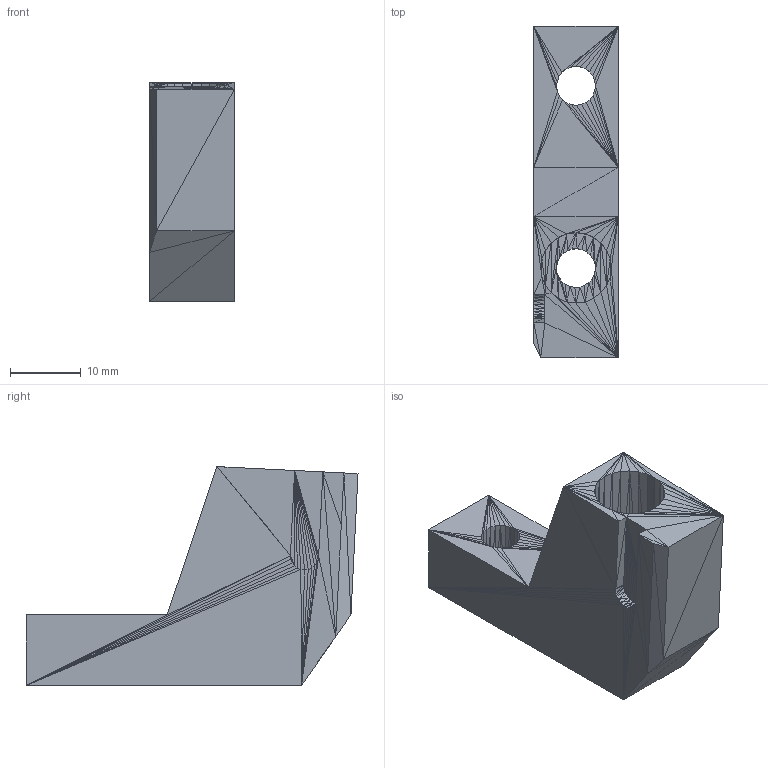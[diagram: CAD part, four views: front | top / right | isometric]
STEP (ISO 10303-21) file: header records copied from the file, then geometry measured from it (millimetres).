
FILE_DESCRIPTION(/* description */ (''),/* implementation_level */ '2;1');
FILE_NAME(/* name */ 'Alustop final left.step',/* time_stamp */ '2020-06-27T11:23:00+02:00',/* author */ (''),/* organization */ (''),/* preprocessor_version */ 'ST-DEVELOPER v18.1',/* originating_system */ 'Autodesk Translation Framework v9.3.0.1241',/* authorisation */ '');
FILE_SCHEMA (('AUTOMOTIVE_DESIGN { 1 0 10303 214 3 1 1 }'));
Length unit declared in the file: millimetre
Products named in the file (1): (Unsaved)
Bounding box: 12 x 47 x 30.97 mm (x, y, z)
Volume: 8611.7 mm3; surface area: 4431.3 mm2
Topology: 1 solids, 1 shells, 393 faces, 590 edges, 195 vertices
Faces by surface type: plane 393
Entity records: 7705 total; most frequent: DIRECTION 1378, ORIENTED_EDGE 1180, CARTESIAN_POINT 1179, LINE 590, VECTOR 590, EDGE_CURVE 590, AXIS2_PLACEMENT_3D 394, FACE_OUTER_BOUND 393
